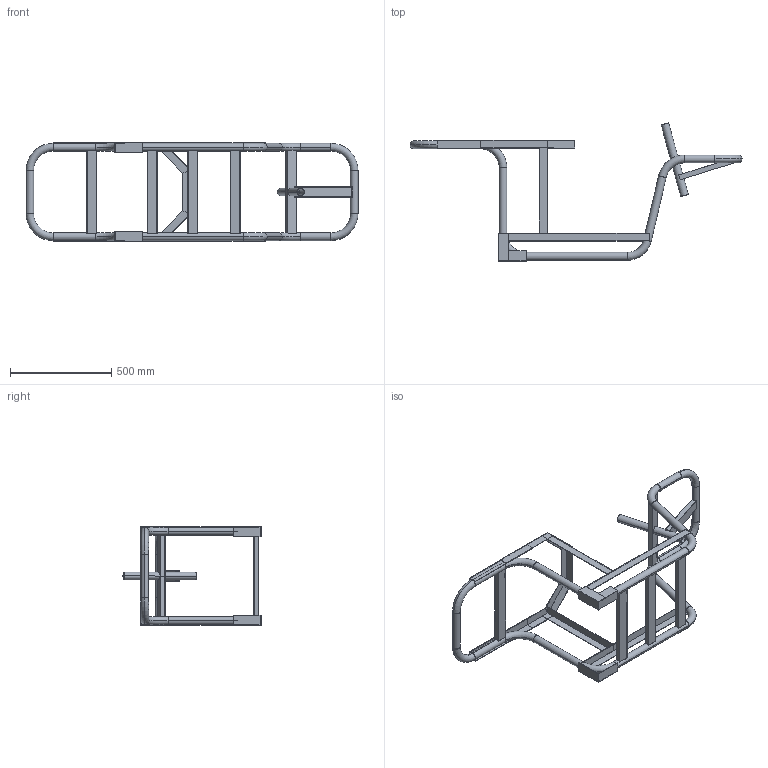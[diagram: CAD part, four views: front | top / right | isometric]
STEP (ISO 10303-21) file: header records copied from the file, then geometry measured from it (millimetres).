
FILE_DESCRIPTION (( 'STEP AP203' ), '1' );
FILE_NAME ('chasis 2.STEP', '2024-10-10T08:02:17', ( '' ), ( '' ), 'SwSTEP 2.0', 'SolidWorks 2021', '' );
FILE_SCHEMA (( 'CONFIG_CONTROL_DESIGN' ));
Length unit declared in the file: millimetre
Products named in the file (1): chasis 2
Bounding box: 1637.46 x 681.13 x 487.71 mm (x, y, z)
Volume: 2177837 mm3; surface area: 2797610.2 mm2
Topology: 46 solids, 46 shells, 352 faces, 777 edges, 516 vertices
Faces by surface type: plane 228, cylinder 70, torus 54
Entity records: 10252 total; most frequent: CARTESIAN_POINT 2158, DIRECTION 1719, ORIENTED_EDGE 1554, EDGE_CURVE 777, AXIS2_PLACEMENT_3D 643, VERTEX_POINT 516, LINE 433, VECTOR 433
